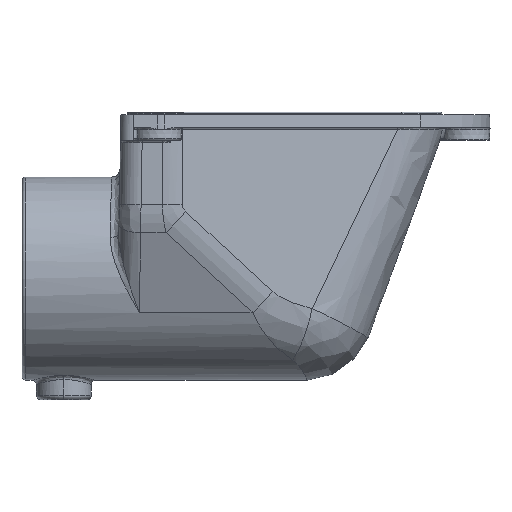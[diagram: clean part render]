
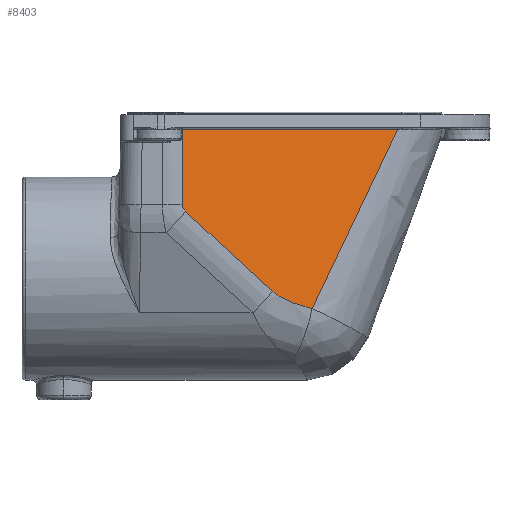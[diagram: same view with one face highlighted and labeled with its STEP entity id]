
A CAD part, left-side view. The second image highlights one B-rep face of the part: STEP entity #8403.
In plain terms, the highlighted planar face has unit normal (-0.953, -0.302, -0.009).
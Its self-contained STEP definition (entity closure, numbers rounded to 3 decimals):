
#2626=DIRECTION('',(-0.302,0.953,0.));
#2627=VECTOR('',#2626,52.337);
#2628=CARTESIAN_POINT('',(-13.468,21.37,
-3.496));
#2629=LINE('',#2628,#2627);
#2630=CARTESIAN_POINT('',(-19.364,41.153,
-44.955));
#2631=CARTESIAN_POINT('',(-17.399,34.559,
-31.136));
#2632=CARTESIAN_POINT('',(-15.434,27.965,
-17.316));
#2633=CARTESIAN_POINT('',(-13.468,21.37,
-3.496));
#2635=CARTESIAN_POINT('',(-19.364,41.153,
-44.955));
#2636=CARTESIAN_POINT('',(-19.569,41.793,
-44.804));
#2637=CARTESIAN_POINT('',(-19.968,43.041,
-44.479));
#2638=CARTESIAN_POINT('',(-20.539,44.827,
-43.919));
#2639=CARTESIAN_POINT('',(-21.072,46.489,
-43.288));
#2640=CARTESIAN_POINT('',(-21.571,48.039,
-42.561));
#2641=CARTESIAN_POINT('',(-22.,49.37,
-41.761));
#2642=CARTESIAN_POINT('',(-22.216,50.036,
-41.232));
#2643=CARTESIAN_POINT('',(-22.31,50.323,
-40.968));
#2645=DIRECTION('',(-0.233,0.716,0.658));
#2646=VECTOR('',#2645,28.082);
#2647=CARTESIAN_POINT('',(-22.31,50.323,
-40.968));
#2648=LINE('',#2647,#2646);
#2649=CARTESIAN_POINT('',(-28.855,70.424,
-22.484));
#2650=CARTESIAN_POINT('',(-28.906,70.578,
-22.342));
#2651=CARTESIAN_POINT('',(-28.992,70.842,
-22.058));
#2652=CARTESIAN_POINT('',(-29.081,71.109,
-21.635));
#2653=CARTESIAN_POINT('',(-29.13,71.254,
-21.23));
#2654=CARTESIAN_POINT('',(-29.141,71.281,
-20.98));
#2655=CARTESIAN_POINT('',(-29.142,71.281,
-20.858));
#2657=DIRECTION('',(-0.009,-0.001,1.));
#2658=VECTOR('',#2657,17.363);
#2659=CARTESIAN_POINT('',(-29.142,71.281,
-20.858));
#2660=LINE('',#2659,#2658);
#3260=CARTESIAN_POINT('',(-22.31,50.323,
-40.968));
#3261=CARTESIAN_POINT('',(-28.855,70.424,
-22.484));
#3262=VERTEX_POINT('',#3260);
#3263=VERTEX_POINT('',#3261);
#3265=VERTEX_POINT('',#2635);
#3286=VERTEX_POINT('',#2655);
#3359=CARTESIAN_POINT('',(-29.294,71.257,
-3.494));
#3360=VERTEX_POINT('',#3359);
#3363=CARTESIAN_POINT('',(-13.468,21.37,
-3.496));
#3364=VERTEX_POINT('',#3363);
#8387=CARTESIAN_POINT('',(-10.015,10.47,-3.));
#8388=DIRECTION('',(0.953,0.302,0.009));
#8389=DIRECTION('',(0.302,-0.953,0.));
#8390=AXIS2_PLACEMENT_3D('',#8387,#8388,#8389);
#8391=PLANE('',#8390);
#8393=ORIENTED_EDGE('',*,*,#8392,.F.);
#8394=ORIENTED_EDGE('',*,*,#7586,.F.);
#8395=ORIENTED_EDGE('',*,*,#6756,.T.);
#8396=ORIENTED_EDGE('',*,*,#6771,.T.);
#8398=ORIENTED_EDGE('',*,*,#8397,.T.);
#8400=ORIENTED_EDGE('',*,*,#8399,.T.);
#8401=EDGE_LOOP('',(#8393,#8394,#8395,#8396,#8398,#8400));
#8402=FACE_OUTER_BOUND('',#8401,.F.);
#8403=ADVANCED_FACE('',(#8402),#8391,.F.);
#2634=B_SPLINE_CURVE_WITH_KNOTS('',3,(#2630,#2631,#2632,#2633),.UNSPECIFIED.,
.F.,.F.,(4,4),(0.,1.),.UNSPECIFIED.);
#2644=B_SPLINE_CURVE_WITH_KNOTS('',3,(#2635,#2636,#2637,#2638,#2639,#2640,#2641,
#2642,#2643),.UNSPECIFIED.,.F.,.F.,(4,1,1,1,1,1,4),(0.,0.167,
0.333,0.5,0.667,0.833,1.),
.UNSPECIFIED.);
#2656=B_SPLINE_CURVE_WITH_KNOTS('',3,(#2649,#2650,#2651,#2652,#2653,#2654,
#2655),.UNSPECIFIED.,.F.,.F.,(4,1,1,1,4),(0.,0.25,0.5,0.75,1.),
.UNSPECIFIED.);
#6756=EDGE_CURVE('',#3265,#3262,#2644,.T.);
#6771=EDGE_CURVE('',#3262,#3263,#2648,.T.);
#7586=EDGE_CURVE('',#3265,#3364,#2634,.T.);
#8392=EDGE_CURVE('',#3364,#3360,#2629,.T.);
#8397=EDGE_CURVE('',#3263,#3286,#2656,.T.);
#8399=EDGE_CURVE('',#3286,#3360,#2660,.T.);
